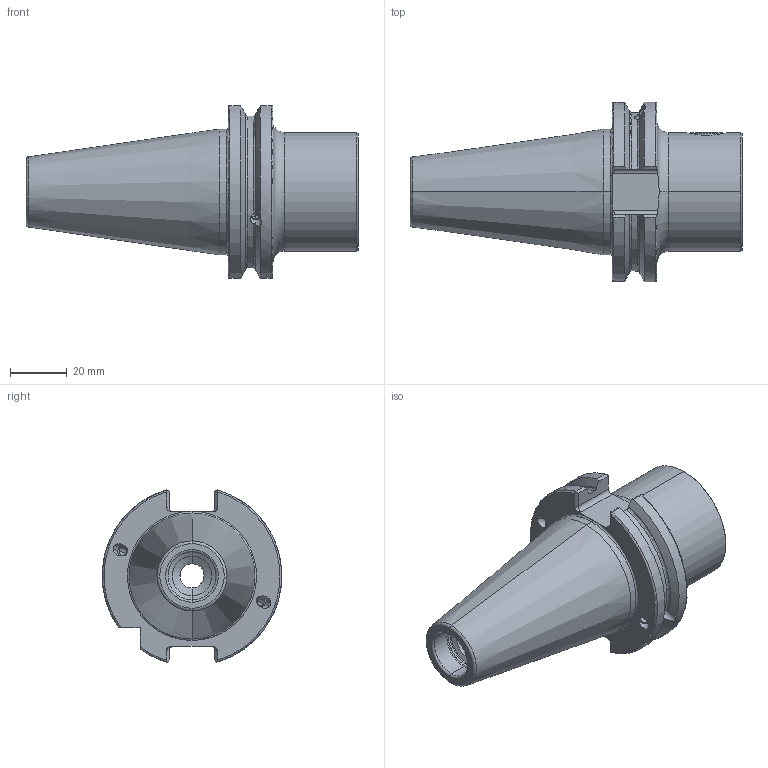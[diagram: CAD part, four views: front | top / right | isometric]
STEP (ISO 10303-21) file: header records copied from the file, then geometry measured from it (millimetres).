
FILE_DESCRIPTION (( 'STEP AP203' ), '1' );
FILE_NAME ('102.425.421.STEP', '2018-03-09T14:22:03', ( 'SWIAdmin' ), ( 'Hewlett-Packard Company' ), 'SwSTEP 2.0', 'SolidWorks 2017', '' );
FILE_SCHEMA (( 'CONFIG_CONTROL_DESIGN' ));
Length unit declared in the file: millimetre
Products named in the file (3): SB4-MB4.K01.049_D_mit Bundk”lung; MB4-ER1.001.013_A; 102.425.421
Assembly tree (2 placements, depth 2):
  102.425.421
    SB4-MB4.K01.049_D_mit Bundk”lung
    MB4-ER1.001.013_A
Bounding box: 117.35 x 63.5 x 60.94 mm (x, y, z)
Volume: 131847.1 mm3; surface area: 26824.3 mm2
Topology: 2 solids, 2 shells, 209 faces, 543 edges, 333 vertices
Faces by surface type: cylinder 72, plane 58, cone 49, torus 30
Entity records: 7311 total; most frequent: CARTESIAN_POINT 2023, ORIENTED_EDGE 1082, DIRECTION 1037, EDGE_CURVE 541, AXIS2_PLACEMENT_3D 414, VERTEX_POINT 333, EDGE_LOOP 222, ADVANCED_FACE 209
